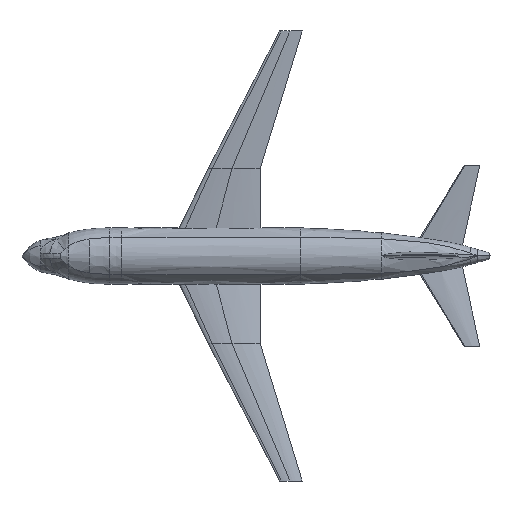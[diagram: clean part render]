
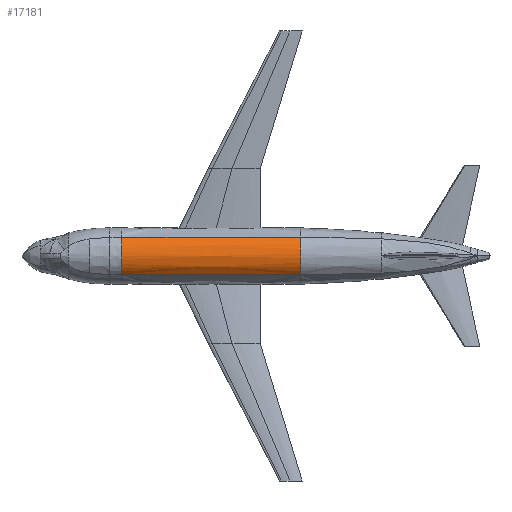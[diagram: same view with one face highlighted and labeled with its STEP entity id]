
A CAD part, top view. The second image highlights one B-rep face of the part: STEP entity #17181.
In plain terms, the highlighted free-form (B-spline) face has degree [2, 2] with [4, 4] control points.
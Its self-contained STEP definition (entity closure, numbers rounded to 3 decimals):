
#11141=CARTESIAN_POINT(' ',(7.213,1.348,1.414));
#11142=VERTEX_POINT(' ',#11141);
#11261=CARTESIAN_POINT(' ',(7.213,-1.348,1.414));
#11262=VERTEX_POINT(' ',#11261);
#13851=CARTESIAN_POINT(' ',(7.213,0.,0.11));
#13856=DIRECTION(' ',(-1.,0.,0.));
#13861=DIRECTION(' ',(0.,-0.719,0.695));
#13866=AXIS2_PLACEMENT_3D(' ',#13851,#13856,#13861);
#13871=CIRCLE('',#13866,1.876);
#13876=EDGE_CURVE(' ',#11262,#11142,#13871,.T.);
#14021=CARTESIAN_POINT(' ',(7.213,1.348,1.414));
#14026=DIRECTION(' ',(1.,0.002,0.));
#14031=VECTOR(' ',#14026,1.);
#14036=LINE('',#14021,#14031);
#14041=CARTESIAN_POINT(' ',(20.155,1.369,1.414));
#14042=VERTEX_POINT(' ',#14041);
#14046=EDGE_CURVE(' ',#11142,#14042,#14036,.T.);
#15171=CARTESIAN_POINT(' ',(20.155,-1.369,1.414));
#15172=VERTEX_POINT(' ',#15171);
#15186=CARTESIAN_POINT(' ',(20.155,-1.369,1.414));
#15191=DIRECTION(' ',(-1.,0.002,0.));
#15196=VECTOR(' ',#15191,1.);
#15201=LINE('',#15186,#15196);
#15206=EDGE_CURVE(' ',#15172,#11262,#15201,.T.);
#17036=CARTESIAN_POINT(' ',(20.155,-1.369,1.414));
#17041=CARTESIAN_POINT(' ',(16.919,-1.364,1.414));
#17046=CARTESIAN_POINT(' ',(10.448,-1.353,1.414));
#17051=CARTESIAN_POINT(' ',(7.213,-1.348,1.414));
#17056=CARTESIAN_POINT(' ',(20.155,-0.799,1.975));
#17061=CARTESIAN_POINT(' ',(16.944,-0.798,1.978));
#17066=CARTESIAN_POINT(' ',(10.473,-0.796,1.983));
#17071=CARTESIAN_POINT(' ',(7.213,-0.795,1.986));
#17076=CARTESIAN_POINT(' ',(20.155,0.799,1.975));
#17081=CARTESIAN_POINT(' ',(16.944,0.798,1.978));
#17086=CARTESIAN_POINT(' ',(10.473,0.796,1.983));
#17091=CARTESIAN_POINT(' ',(7.213,0.795,1.986));
#17096=CARTESIAN_POINT(' ',(20.155,1.369,1.414));
#17101=CARTESIAN_POINT(' ',(16.919,1.364,1.414));
#17106=CARTESIAN_POINT(' ',(10.448,1.353,1.414));
#17111=CARTESIAN_POINT(' ',(7.213,1.348,1.414));
#17116=(BOUNDED_SURFACE()B_SPLINE_SURFACE(2,2,((#17036,#17041,#17046,#17051),(#17056,#17061,#17066,#17071),(#17076,#17081,#17086,#17091),(#17096,#17101,#17106,#17111)),.UNSPECIFIED.,.F.,.F.,.U.)B_SPLINE_SURFACE_WITH_KNOTS((3,1,3),(3,1,3),(0.,0.5,1.),(0.,2.029,4.057),.UNSPECIFIED.)GEOMETRIC_REPRESENTATION_ITEM()RATIONAL_B_SPLINE_SURFACE(((1.,1.,1.,1.),(0.856,0.854,0.85,0.848),(0.856,0.854,0.85,0.848),(1.,1.,1.,1.)))REPRESENTATION_ITEM(' ')SURFACE());
#17121=ORIENTED_EDGE(' ',*,*,#13876,.F.);
#17126=ORIENTED_EDGE(' ',*,*,#15206,.F.);
#17131=CARTESIAN_POINT(' ',(20.155,0.,0.024));
#17136=DIRECTION(' ',(-1.,0.,0.));
#17141=DIRECTION(' ',(0.,-0.701,0.713));
#17146=AXIS2_PLACEMENT_3D(' ',#17131,#17136,#17141);
#17151=CIRCLE('',#17146,1.951);
#17156=EDGE_CURVE(' ',#15172,#14042,#17151,.T.);
#17161=ORIENTED_EDGE(' ',*,*,#17156,.T.);
#17166=ORIENTED_EDGE(' ',*,*,#14046,.F.);
#17171=EDGE_LOOP(' ',(#17121,#17126,#17161,#17166));
#17176=FACE_OUTER_BOUND(' ',#17171,.T.);
#17181=ADVANCED_FACE('',(#17176),#17116,.T.);
